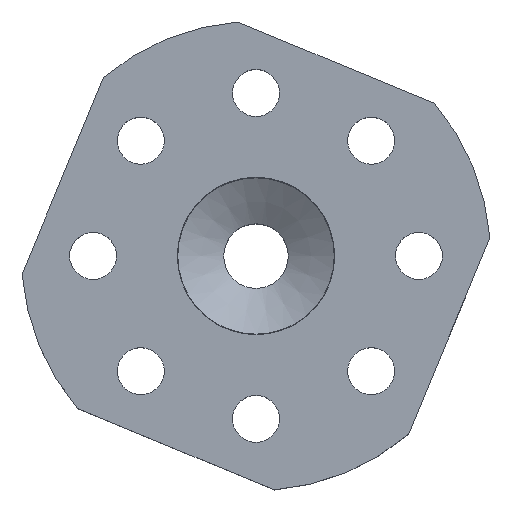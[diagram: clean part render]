
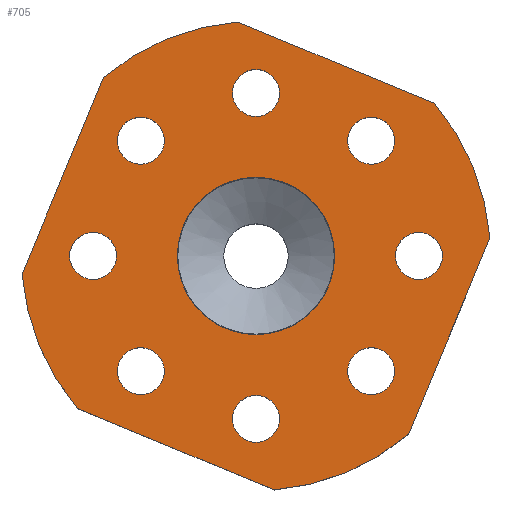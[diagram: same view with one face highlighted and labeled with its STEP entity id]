
A CAD part, top view. The second image highlights one B-rep face of the part: STEP entity #705.
In plain terms, the highlighted planar face has unit normal (0, 0, 1).
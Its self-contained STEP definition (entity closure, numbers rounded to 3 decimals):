
#22=FACE_BOUND('',#134,.T.);
#23=FACE_BOUND('',#135,.T.);
#24=FACE_BOUND('',#136,.T.);
#25=FACE_BOUND('',#137,.T.);
#26=FACE_BOUND('',#138,.T.);
#27=FACE_BOUND('',#139,.T.);
#28=FACE_BOUND('',#140,.T.);
#29=FACE_BOUND('',#141,.T.);
#30=FACE_BOUND('',#142,.T.);
#42=PLANE('',#798);
#93=FACE_OUTER_BOUND('',#133,.T.);
#133=EDGE_LOOP('',(#563,#564,#565,#566,#567,#568,#569,#570));
#134=EDGE_LOOP('',(#571));
#135=EDGE_LOOP('',(#572));
#136=EDGE_LOOP('',(#573));
#137=EDGE_LOOP('',(#574));
#138=EDGE_LOOP('',(#575));
#139=EDGE_LOOP('',(#576));
#140=EDGE_LOOP('',(#577));
#141=EDGE_LOOP('',(#578));
#142=EDGE_LOOP('',(#579));
#197=LINE('',#1182,#244);
#198=LINE('',#1183,#245);
#199=LINE('',#1184,#246);
#200=LINE('',#1185,#247);
#244=VECTOR('',#973,1000.);
#245=VECTOR('',#974,1000.);
#246=VECTOR('',#975,1000.);
#247=VECTOR('',#976,1000.);
#267=CIRCLE('',#745,1.2);
#270=CIRCLE('',#750,1.2);
#273=CIRCLE('',#755,1.2);
#276=CIRCLE('',#760,1.2);
#279=CIRCLE('',#765,1.2);
#282=CIRCLE('',#770,1.2);
#285=CIRCLE('',#775,1.2);
#288=CIRCLE('',#780,1.2);
#290=CIRCLE('',#783,4.025);
#292=CIRCLE('',#787,12.);
#295=CIRCLE('',#791,12.);
#297=CIRCLE('',#794,12.);
#299=CIRCLE('',#797,12.);
#315=VERTEX_POINT('',#1062);
#318=VERTEX_POINT('',#1072);
#321=VERTEX_POINT('',#1082);
#324=VERTEX_POINT('',#1092);
#327=VERTEX_POINT('',#1102);
#330=VERTEX_POINT('',#1112);
#333=VERTEX_POINT('',#1122);
#336=VERTEX_POINT('',#1132);
#338=VERTEX_POINT('',#1138);
#340=VERTEX_POINT('',#1146);
#341=VERTEX_POINT('',#1147);
#346=VERTEX_POINT('',#1158);
#347=VERTEX_POINT('',#1160);
#350=VERTEX_POINT('',#1167);
#351=VERTEX_POINT('',#1169);
#354=VERTEX_POINT('',#1176);
#355=VERTEX_POINT('',#1178);
#379=EDGE_CURVE('',#315,#315,#267,.T.);
#384=EDGE_CURVE('',#318,#318,#270,.T.);
#389=EDGE_CURVE('',#321,#321,#273,.T.);
#394=EDGE_CURVE('',#324,#324,#276,.T.);
#399=EDGE_CURVE('',#327,#327,#279,.T.);
#404=EDGE_CURVE('',#330,#330,#282,.T.);
#409=EDGE_CURVE('',#333,#333,#285,.T.);
#414=EDGE_CURVE('',#336,#336,#288,.T.);
#418=EDGE_CURVE('',#338,#338,#290,.T.);
#421=EDGE_CURVE('',#340,#341,#292,.T.);
#427=EDGE_CURVE('',#347,#346,#295,.T.);
#431=EDGE_CURVE('',#351,#350,#297,.T.);
#435=EDGE_CURVE('',#355,#354,#299,.T.);
#437=EDGE_CURVE('',#340,#346,#197,.T.);
#438=EDGE_CURVE('',#355,#341,#198,.T.);
#439=EDGE_CURVE('',#351,#354,#199,.T.);
#440=EDGE_CURVE('',#347,#350,#200,.T.);
#563=ORIENTED_EDGE('',*,*,#437,.F.);
#564=ORIENTED_EDGE('',*,*,#421,.T.);
#565=ORIENTED_EDGE('',*,*,#438,.F.);
#566=ORIENTED_EDGE('',*,*,#435,.T.);
#567=ORIENTED_EDGE('',*,*,#439,.F.);
#568=ORIENTED_EDGE('',*,*,#431,.T.);
#569=ORIENTED_EDGE('',*,*,#440,.F.);
#570=ORIENTED_EDGE('',*,*,#427,.T.);
#571=ORIENTED_EDGE('',*,*,#379,.T.);
#572=ORIENTED_EDGE('',*,*,#384,.T.);
#573=ORIENTED_EDGE('',*,*,#389,.T.);
#574=ORIENTED_EDGE('',*,*,#394,.T.);
#575=ORIENTED_EDGE('',*,*,#399,.T.);
#576=ORIENTED_EDGE('',*,*,#404,.T.);
#577=ORIENTED_EDGE('',*,*,#409,.T.);
#578=ORIENTED_EDGE('',*,*,#414,.T.);
#579=ORIENTED_EDGE('',*,*,#418,.F.);
#705=ADVANCED_FACE('',(#93,#22,#23,#24,#25,#26,#27,#28,#29,#30),#42,.T.);
#745=AXIS2_PLACEMENT_3D('',#1063,#840,#841);
#750=AXIS2_PLACEMENT_3D('',#1073,#852,#853);
#755=AXIS2_PLACEMENT_3D('',#1083,#864,#865);
#760=AXIS2_PLACEMENT_3D('',#1093,#876,#877);
#765=AXIS2_PLACEMENT_3D('',#1103,#888,#889);
#770=AXIS2_PLACEMENT_3D('',#1113,#900,#901);
#775=AXIS2_PLACEMENT_3D('',#1123,#912,#913);
#780=AXIS2_PLACEMENT_3D('',#1133,#924,#925);
#783=AXIS2_PLACEMENT_3D('',#1140,#932,#933);
#787=AXIS2_PLACEMENT_3D('',#1148,#941,#942);
#791=AXIS2_PLACEMENT_3D('',#1161,#952,#953);
#794=AXIS2_PLACEMENT_3D('',#1170,#960,#961);
#797=AXIS2_PLACEMENT_3D('',#1179,#968,#969);
#798=AXIS2_PLACEMENT_3D('',#1181,#971,#972);
#840=DIRECTION('center_axis',(0.,0.,-1.));
#841=DIRECTION('ref_axis',(-1.,0.,0.));
#852=DIRECTION('center_axis',(0.,0.,-1.));
#853=DIRECTION('ref_axis',(-1.,0.,0.));
#864=DIRECTION('center_axis',(0.,0.,-1.));
#865=DIRECTION('ref_axis',(-1.,0.,0.));
#876=DIRECTION('center_axis',(0.,0.,-1.));
#877=DIRECTION('ref_axis',(-1.,0.,0.));
#888=DIRECTION('center_axis',(0.,0.,-1.));
#889=DIRECTION('ref_axis',(-1.,0.,0.));
#900=DIRECTION('center_axis',(0.,0.,-1.));
#901=DIRECTION('ref_axis',(-1.,0.,0.));
#912=DIRECTION('center_axis',(0.,0.,-1.));
#913=DIRECTION('ref_axis',(-1.,0.,0.));
#924=DIRECTION('center_axis',(0.,0.,-1.));
#925=DIRECTION('ref_axis',(-1.,0.,0.));
#932=DIRECTION('center_axis',(0.,0.,1.));
#933=DIRECTION('ref_axis',(1.,0.,0.));
#941=DIRECTION('center_axis',(0.,0.,1.));
#942=DIRECTION('ref_axis',(1.,0.,0.));
#952=DIRECTION('center_axis',(0.,0.,1.));
#953=DIRECTION('ref_axis',(1.,0.,0.));
#960=DIRECTION('center_axis',(0.,0.,1.));
#961=DIRECTION('ref_axis',(1.,0.,0.));
#968=DIRECTION('center_axis',(0.,0.,1.));
#969=DIRECTION('ref_axis',(1.,0.,0.));
#971=DIRECTION('center_axis',(0.,0.,1.));
#972=DIRECTION('ref_axis',(1.,0.,0.));
#973=DIRECTION('',(-0.383,-0.924,0.));
#974=DIRECTION('',(0.924,-0.383,0.));
#975=DIRECTION('',(0.383,0.924,0.));
#976=DIRECTION('',(-0.924,0.383,0.));
#1062=CARTESIAN_POINT('',(-27.952,21.213,15.631));
#1063=CARTESIAN_POINT('Origin',(-29.152,21.213,15.631));
#1072=CARTESIAN_POINT('',(-22.061,18.773,15.631));
#1073=CARTESIAN_POINT('Origin',(-23.261,18.773,15.631));
#1082=CARTESIAN_POINT('',(-19.621,12.882,15.631));
#1083=CARTESIAN_POINT('Origin',(-20.821,12.882,15.631));
#1092=CARTESIAN_POINT('',(-22.061,6.991,15.631));
#1093=CARTESIAN_POINT('Origin',(-23.261,6.991,15.631));
#1102=CARTESIAN_POINT('',(-27.952,4.551,15.631));
#1103=CARTESIAN_POINT('Origin',(-29.152,4.551,15.631));
#1112=CARTESIAN_POINT('',(-33.843,6.991,15.631));
#1113=CARTESIAN_POINT('Origin',(-35.043,6.991,15.631));
#1122=CARTESIAN_POINT('',(-36.284,12.882,15.631));
#1123=CARTESIAN_POINT('Origin',(-37.484,12.882,15.631));
#1132=CARTESIAN_POINT('',(-33.843,18.773,15.631));
#1133=CARTESIAN_POINT('Origin',(-35.043,18.773,15.631));
#1138=CARTESIAN_POINT('',(-33.177,12.882,15.631));
#1140=CARTESIAN_POINT('Origin',(-29.152,12.882,15.631));
#1146=CARTESIAN_POINT('',(-17.188,13.813,15.631));
#1147=CARTESIAN_POINT('',(-20.035,20.684,15.631));
#1148=CARTESIAN_POINT('Origin',(-29.152,12.882,15.631));
#1158=CARTESIAN_POINT('',(-21.351,3.764,15.631));
#1160=CARTESIAN_POINT('',(-28.222,0.918,15.631));
#1161=CARTESIAN_POINT('Origin',(-29.152,12.882,15.631));
#1167=CARTESIAN_POINT('',(-38.27,5.08,15.631));
#1169=CARTESIAN_POINT('',(-41.116,11.951,15.631));
#1170=CARTESIAN_POINT('Origin',(-29.152,12.882,15.631));
#1176=CARTESIAN_POINT('',(-36.954,22.,15.631));
#1178=CARTESIAN_POINT('',(-30.083,24.846,15.631));
#1179=CARTESIAN_POINT('Origin',(-29.152,12.882,15.631));
#1181=CARTESIAN_POINT('Origin',(-29.152,12.882,15.631));
#1182=CARTESIAN_POINT('',(-21.351,3.764,15.631));
#1183=CARTESIAN_POINT('',(-20.035,20.684,15.631));
#1184=CARTESIAN_POINT('',(-36.954,22.,15.631));
#1185=CARTESIAN_POINT('',(-38.27,5.08,15.631));
